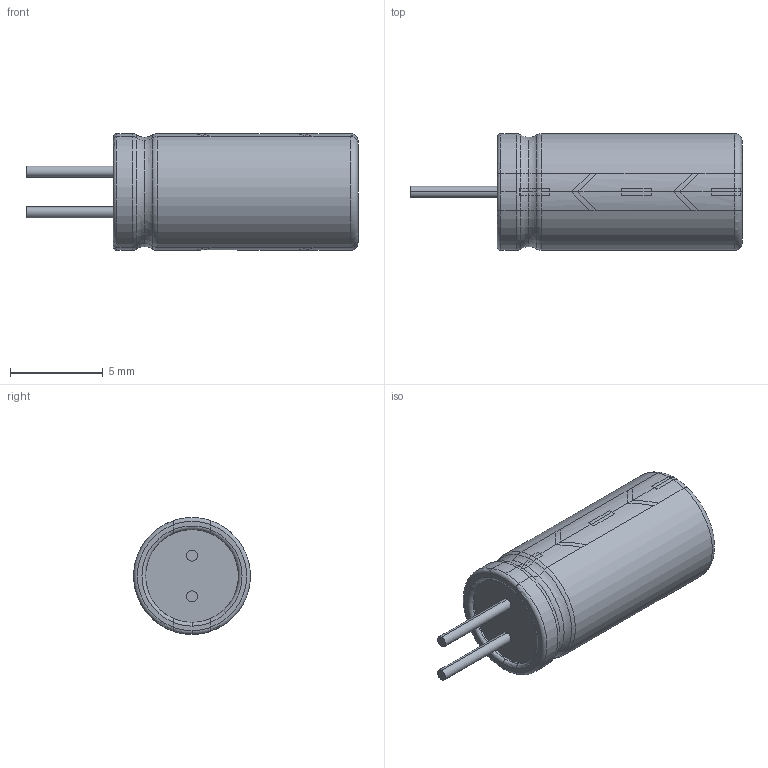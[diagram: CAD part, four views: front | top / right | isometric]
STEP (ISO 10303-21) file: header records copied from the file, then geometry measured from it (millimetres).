
FILE_DESCRIPTION (( 'STEP AP214' ), '1' );
FILE_NAME ('CapEL_2,2x6,3x13,2.STEP', '2023-07-14T17:25:36', ( 'Yurii' ), ( '' ), 'SwSTEP 2.0', 'SolidWorks 2019', '' );
FILE_SCHEMA (( 'AUTOMOTIVE_DESIGN' ));
Length unit declared in the file: millimetre
Products named in the file (1): CapEL_2,2x6,3x13,2
Bounding box: 17.9 x 6.29 x 6.3 mm (x, y, z)
Volume: 402.2 mm3; surface area: 343 mm2
Topology: 1 solids, 1 shells, 135 faces, 328 edges, 198 vertices
Faces by surface type: torus 61, cylinder 50, plane 24
Entity records: 5724 total; most frequent: CARTESIAN_POINT 1122, DIRECTION 663, ORIENTED_EDGE 656, EDGE_CURVE 328, AXIS2_PLACEMENT_3D 283, VERTEX_POINT 198, CIRCLE 147, EDGE_LOOP 138
